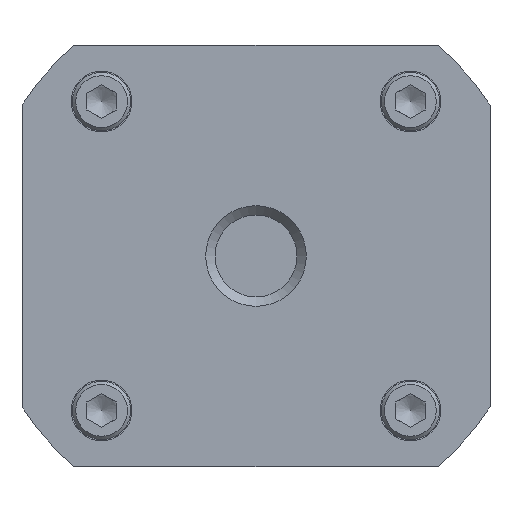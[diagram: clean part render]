
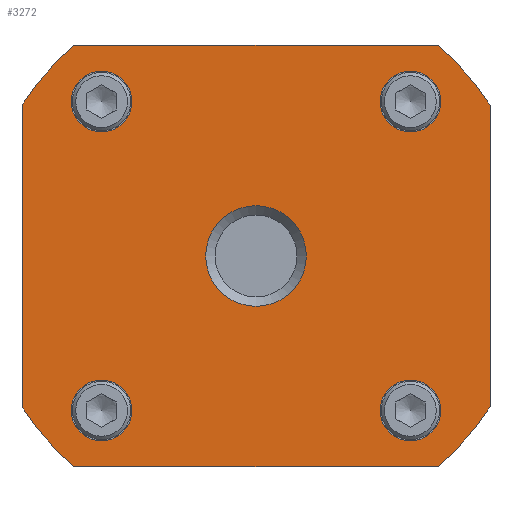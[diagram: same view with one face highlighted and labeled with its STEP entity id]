
A CAD part, front view. The second image highlights one B-rep face of the part: STEP entity #3272.
In plain terms, the highlighted planar face has unit normal (0, -1, 0).
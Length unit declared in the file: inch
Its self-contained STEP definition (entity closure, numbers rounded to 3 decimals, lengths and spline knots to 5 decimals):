
#2686=CARTESIAN_POINT('',(0.97316,0.,1.125));
#2687=VERTEX_POINT('',#2686);
#2696=CARTESIAN_POINT('',(1.25,0.,0.80632));
#2697=VERTEX_POINT('',#2696);
#2698=CARTESIAN_POINT('',(0.0,0.0,0.0));
#2699=DIRECTION('',(0.0,1.0,0.0));
#2700=DIRECTION('',(1.0,0.0,0.0));
#2701=AXIS2_PLACEMENT_3D('',#2698,#2699,#2700);
#2702=CIRCLE('',#2701,1.4875);
#2703=EDGE_CURVE('',#2687,#2697,#2702,.T.);
#2728=CARTESIAN_POINT('',(1.25,0.,-0.80632));
#2729=VERTEX_POINT('',#2728);
#2738=CARTESIAN_POINT('',(0.97316,0.,-1.125));
#2739=VERTEX_POINT('',#2738);
#2740=CARTESIAN_POINT('',(0.0,0.0,0.0));
#2741=DIRECTION('',(0.0,1.0,0.0));
#2742=DIRECTION('',(1.0,0.0,0.0));
#2743=AXIS2_PLACEMENT_3D('',#2740,#2741,#2742);
#2744=CIRCLE('',#2743,1.4875);
#2745=EDGE_CURVE('',#2729,#2739,#2744,.T.);
#2770=CARTESIAN_POINT('',(-0.97316,0.,-1.125));
#2771=VERTEX_POINT('',#2770);
#2780=CARTESIAN_POINT('',(-1.25,0.,-0.80632));
#2781=VERTEX_POINT('',#2780);
#2782=CARTESIAN_POINT('',(0.0,0.0,0.0));
#2783=DIRECTION('',(0.0,1.0,0.0));
#2784=DIRECTION('',(1.0,0.0,0.0));
#2785=AXIS2_PLACEMENT_3D('',#2782,#2783,#2784);
#2786=CIRCLE('',#2785,1.4875);
#2787=EDGE_CURVE('',#2771,#2781,#2786,.T.);
#2812=CARTESIAN_POINT('',(-1.25,0.,0.80632));
#2813=VERTEX_POINT('',#2812);
#2822=CARTESIAN_POINT('',(-0.97316,0.,1.125));
#2823=VERTEX_POINT('',#2822);
#2824=CARTESIAN_POINT('',(0.0,0.0,0.0));
#2825=DIRECTION('',(0.0,1.0,0.0));
#2826=DIRECTION('',(1.0,0.0,0.0));
#2827=AXIS2_PLACEMENT_3D('',#2824,#2825,#2826);
#2828=CIRCLE('',#2827,1.4875);
#2829=EDGE_CURVE('',#2813,#2823,#2828,.T.);
#2855=CARTESIAN_POINT('',(-0.97316,0.,1.125));
#2856=DIRECTION('',(1.0,0.0,0.0));
#2857=VECTOR('',#2856,1.94631);
#2858=LINE('',#2855,#2857);
#2859=EDGE_CURVE('',#2823,#2687,#2858,.T.);
#2897=CARTESIAN_POINT('',(-0.9875,0.,0.825));
#2898=VERTEX_POINT('',#2897);
#2899=CARTESIAN_POINT('',(-0.825,0.,0.825));
#2900=DIRECTION('',(0.0,1.0,0.0));
#2901=DIRECTION('',(-1.0,0.0,0.0));
#2902=AXIS2_PLACEMENT_3D('',#2899,#2900,#2901);
#2903=CIRCLE('',#2902,0.1625);
#2904=EDGE_CURVE('',#2898,#2898,#2903,.T.);
#2946=CARTESIAN_POINT('',(0.6625,0.,0.825));
#2947=VERTEX_POINT('',#2946);
#2948=CARTESIAN_POINT('',(0.825,0.,0.825));
#2949=DIRECTION('',(0.0,1.0,0.0));
#2950=DIRECTION('',(-1.0,0.0,0.0));
#2951=AXIS2_PLACEMENT_3D('',#2948,#2949,#2950);
#2952=CIRCLE('',#2951,0.1625);
#2953=EDGE_CURVE('',#2947,#2947,#2952,.T.);
#2995=CARTESIAN_POINT('',(-0.9875,0.,-0.825));
#2996=VERTEX_POINT('',#2995);
#2997=CARTESIAN_POINT('',(-0.825,0.,-0.825));
#2998=DIRECTION('',(0.0,1.0,0.0));
#2999=DIRECTION('',(-1.0,0.0,0.0));
#3000=AXIS2_PLACEMENT_3D('',#2997,#2998,#2999);
#3001=CIRCLE('',#3000,0.1625);
#3002=EDGE_CURVE('',#2996,#2996,#3001,.T.);
#3036=CARTESIAN_POINT('',(0.6625,0.,-0.825));
#3037=VERTEX_POINT('',#3036);
#3038=CARTESIAN_POINT('',(0.825,0.,-0.825));
#3039=DIRECTION('',(0.0,1.0,0.0));
#3040=DIRECTION('',(-1.0,0.0,0.0));
#3041=AXIS2_PLACEMENT_3D('',#3038,#3039,#3040);
#3042=CIRCLE('',#3041,0.1625);
#3043=EDGE_CURVE('',#3037,#3037,#3042,.T.);
#3057=CARTESIAN_POINT('',(1.25,0.,0.80632));
#3058=DIRECTION('',(0.0,0.0,-1.0));
#3059=VECTOR('',#3058,1.61265);
#3060=LINE('',#3057,#3059);
#3061=EDGE_CURVE('',#2697,#2729,#3060,.T.);
#3122=CARTESIAN_POINT('',(-1.25,0.,-0.80632));
#3123=DIRECTION('',(0.0,0.0,1.0));
#3124=VECTOR('',#3123,1.61265);
#3125=LINE('',#3122,#3124);
#3126=EDGE_CURVE('',#2781,#2813,#3125,.T.);
#3187=CARTESIAN_POINT('',(0.97316,0.,-1.125));
#3188=DIRECTION('',(-1.0,0.0,0.0));
#3189=VECTOR('',#3188,1.94631);
#3190=LINE('',#3187,#3189);
#3191=EDGE_CURVE('',#2739,#2771,#3190,.T.);
#3234=CARTESIAN_POINT('',(0.,0.,0.));
#3235=DIRECTION('',(0.0,1.0,0.0));
#3236=DIRECTION('',(0.0,0.0,-1.0));
#3237=AXIS2_PLACEMENT_3D('',#3234,#3235,#3236);
#3238=PLANE('',#3237);
#3239=ORIENTED_EDGE('',*,*,#2703,.F.);
#3240=ORIENTED_EDGE('',*,*,#2859,.F.);
#3241=ORIENTED_EDGE('',*,*,#2829,.F.);
#3242=ORIENTED_EDGE('',*,*,#3126,.F.);
#3243=ORIENTED_EDGE('',*,*,#2787,.F.);
#3244=ORIENTED_EDGE('',*,*,#3191,.F.);
#3245=ORIENTED_EDGE('',*,*,#2745,.F.);
#3246=ORIENTED_EDGE('',*,*,#3061,.F.);
#3247=EDGE_LOOP('',(#3239,#3240,#3241,#3242,#3243,#3244,#3245,#3246));
#3248=FACE_OUTER_BOUND('',#3247,.T.);
#3249=ORIENTED_EDGE('',*,*,#2904,.T.);
#3250=EDGE_LOOP('',(#3249));
#3251=FACE_BOUND('',#3250,.T.);
#3252=ORIENTED_EDGE('',*,*,#2953,.T.);
#3253=EDGE_LOOP('',(#3252));
#3254=FACE_BOUND('',#3253,.T.);
#3255=ORIENTED_EDGE('',*,*,#3002,.T.);
#3256=EDGE_LOOP('',(#3255));
#3257=FACE_BOUND('',#3256,.T.);
#3258=ORIENTED_EDGE('',*,*,#3043,.T.);
#3259=EDGE_LOOP('',(#3258));
#3260=FACE_BOUND('',#3259,.T.);
#3261=CARTESIAN_POINT('',(-0.26875,0.,0.));
#3262=VERTEX_POINT('',#3261);
#3263=CARTESIAN_POINT('',(0.0,0.0,0.0));
#3264=DIRECTION('',(0.0,-1.0,0.0));
#3265=DIRECTION('',(1.0,0.0,0.0));
#3266=AXIS2_PLACEMENT_3D('',#3263,#3264,#3265);
#3267=CIRCLE('',#3266,0.26875);
#3268=EDGE_CURVE('',#3262,#3262,#3267,.T.);
#3269=ORIENTED_EDGE('',*,*,#3268,.F.);
#3270=EDGE_LOOP('',(#3269));
#3271=FACE_BOUND('',#3270,.T.);
#3272=ADVANCED_FACE('',(#3248,#3251,#3254,#3257,#3260,#3271),#3238,.F.);
